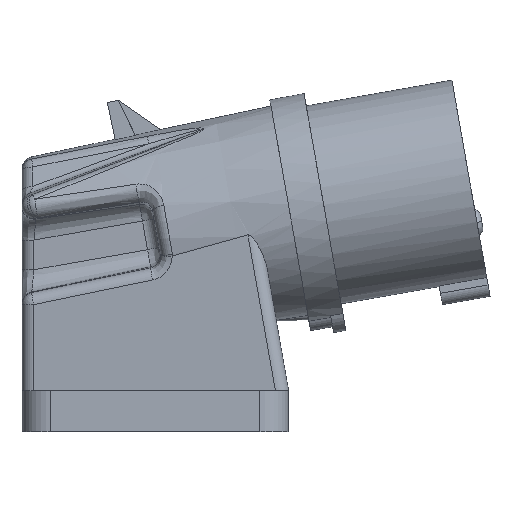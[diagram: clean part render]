
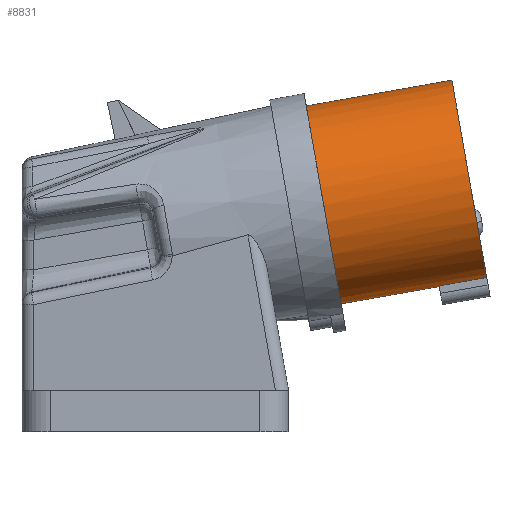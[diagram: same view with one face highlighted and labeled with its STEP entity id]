
A CAD part, front view. The second image highlights one B-rep face of the part: STEP entity #8831.
In plain terms, the highlighted cylindrical face has radius 24.5 mm (diameter 49 mm), a partial arc.
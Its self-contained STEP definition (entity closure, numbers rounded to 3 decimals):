
#7414=CARTESIAN_POINT('',(38.283,33.717,59.88));
#7415=DIRECTION('',(-0.984,-0.005,-0.18));
#7416=DIRECTION('',(0.18,0.007,-0.984));
#7417=AXIS2_PLACEMENT_3D('',#7414,#7415,#7416);
#7419=DIRECTION('',(0.984,0.005,0.18));
#7420=VECTOR('',#7419,24.324);
#7421=CARTESIAN_POINT('',(18.76,33.761,31.406));
#7422=LINE('',#7421,#7420);
#7423=CARTESIAN_POINT('',(14.356,33.592,55.506));
#7424=DIRECTION('',(0.984,0.005,0.18));
#7425=DIRECTION('',(-0.18,-0.007,0.984));
#7426=AXIS2_PLACEMENT_3D('',#7423,#7424,#7425);
#7428=DIRECTION('',(0.984,0.005,0.18));
#7429=VECTOR('',#7428,36.074);
#7430=CARTESIAN_POINT('',(9.951,33.423,79.606));
#7431=LINE('',#7430,#7429);
#7432=DIRECTION('',(-0.984,-0.005,-0.18));
#7433=VECTOR('',#7432,11.75);
#7434=CARTESIAN_POINT('',(54.235,31.145,38.034));
#7435=LINE('',#7434,#7433);
#7489=CARTESIAN_POINT('',(49.841,33.777,61.993));
#7490=DIRECTION('',(0.984,0.005,0.18));
#7491=DIRECTION('',(-0.18,-0.007,0.984));
#7492=AXIS2_PLACEMENT_3D('',#7489,#7490,#7491);
#8263=CARTESIAN_POINT('',(9.951,33.423,79.606));
#8264=CARTESIAN_POINT('',(45.436,33.608,86.093));
#8265=VERTEX_POINT('',#8263);
#8266=VERTEX_POINT('',#8264);
#8275=CARTESIAN_POINT('',(18.76,33.761,31.406));
#8276=VERTEX_POINT('',#8275);
#8414=CARTESIAN_POINT('',(42.688,33.886,35.78));
#8416=VERTEX_POINT('',#8414);
#8419=CARTESIAN_POINT('',(42.676,31.085,35.921));
#8420=VERTEX_POINT('',#8419);
#8421=CARTESIAN_POINT('',(54.235,31.145,38.034));
#8422=VERTEX_POINT('',#8421);
#8813=CARTESIAN_POINT('',(14.356,33.592,55.506));
#8814=DIRECTION('',(-0.984,-0.005,-0.18));
#8815=DIRECTION('',(0.18,0.007,-0.984));
#8816=AXIS2_PLACEMENT_3D('',#8813,#8814,#8815);
#8817=CYLINDRICAL_SURFACE('',#8816,24.5);
#8819=ORIENTED_EDGE('',*,*,#8818,.F.);
#8821=ORIENTED_EDGE('',*,*,#8820,.F.);
#8822=ORIENTED_EDGE('',*,*,#8806,.F.);
#8824=ORIENTED_EDGE('',*,*,#8823,.T.);
#8826=ORIENTED_EDGE('',*,*,#8825,.T.);
#8828=ORIENTED_EDGE('',*,*,#8827,.T.);
#8829=EDGE_LOOP('',(#8819,#8821,#8822,#8824,#8826,#8828));
#8830=FACE_OUTER_BOUND('',#8829,.F.);
#8831=ADVANCED_FACE('',(#8830),#8817,.T.);
#7418=CIRCLE('',#7417,24.5);
#7427=CIRCLE('',#7426,24.5);
#7493=CIRCLE('',#7492,24.5);
#8806=EDGE_CURVE('',#8265,#8276,#7427,.T.);
#8818=EDGE_CURVE('',#8416,#8420,#7418,.T.);
#8820=EDGE_CURVE('',#8276,#8416,#7422,.T.);
#8823=EDGE_CURVE('',#8265,#8266,#7431,.T.);
#8825=EDGE_CURVE('',#8266,#8422,#7493,.T.);
#8827=EDGE_CURVE('',#8422,#8420,#7435,.T.);
